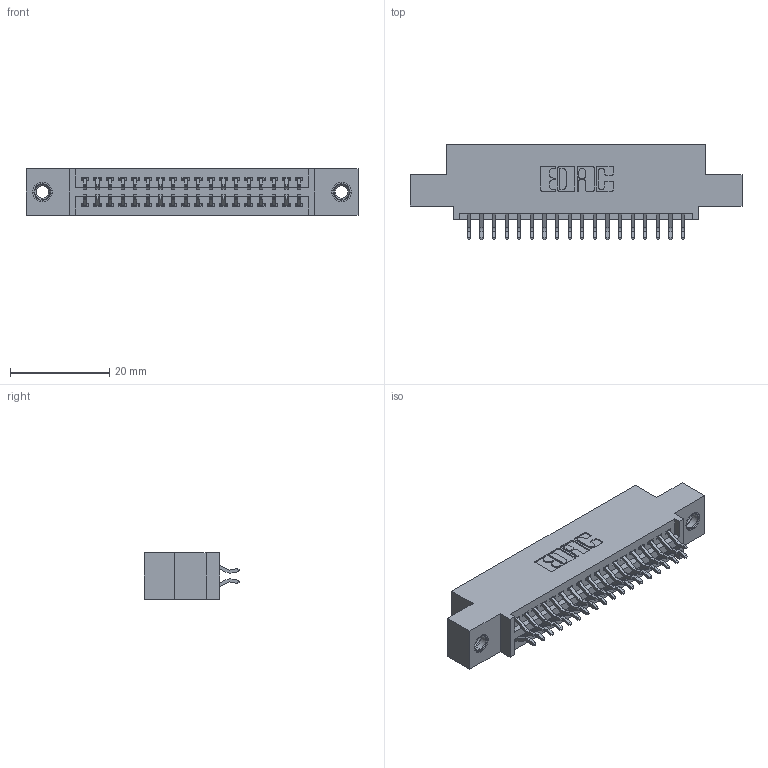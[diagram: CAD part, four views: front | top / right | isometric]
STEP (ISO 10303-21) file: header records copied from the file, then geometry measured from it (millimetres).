
FILE_DESCRIPTION (( 'STEP AP203' ), '1' );
FILE_NAME ('395-036-556-507.STEP', '2019-10-18T02:51:18', ( '' ), ( '' ), 'SwSTEP 2.0', 'SolidWorks 2016', '' );
FILE_SCHEMA (( 'CONFIG_CONTROL_DESIGN' ));
Length unit declared in the file: inch
Products named in the file (4): 395-036-556-507; 345 Part_0.110 Offset - 0.156 Dia-TI; 345-250-001_345-250-005-103; 345-292-001_556 Tail
Assembly tree (39 placements, depth 2):
  395-036-556-507
    345 Part_0.110 Offset - 0.156 Dia-TI
    345-292-001_556 Tail  x36
    345-250-001_345-250-005-103  x2
Bounding box: 66.93 x 19.24 x 9.4 mm (x, y, z)
Volume: 6190.5 mm3; surface area: 8774.9 mm2
Topology: 39 solids, 39 shells, 2206 faces, 6501 edges, 4278 vertices
Faces by surface type: plane 1448, cylinder 742, cone 12, torus 4
Entity records: 18892 total; most frequent: CARTESIAN_POINT 3187, ORIENTED_EDGE 3102, DIRECTION 2853, EDGE_CURVE 1551, LINE 1319, VECTOR 1319, VERTEX_POINT 1028, AXIS2_PLACEMENT_3D 767
